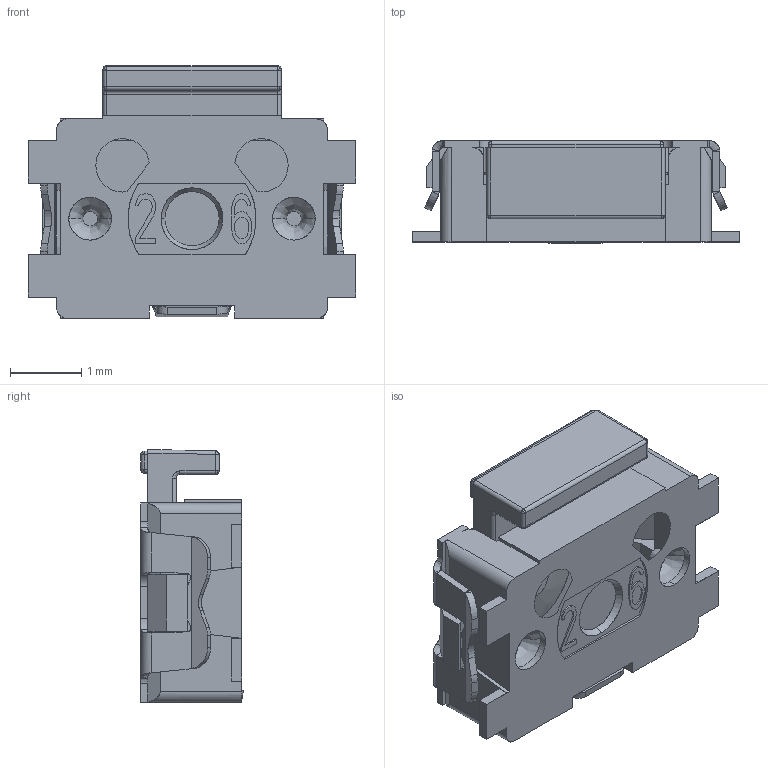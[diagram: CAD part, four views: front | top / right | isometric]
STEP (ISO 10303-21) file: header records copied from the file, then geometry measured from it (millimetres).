
FILE_DESCRIPTION (( 'STEP AP214' ), '1' );
FILE_NAME ('KMS2XXG.STEP', '2016-02-05T17:03:08', ( '' ), ( '' ), 'SwSTEP 2.0', 'SolidWorks 2015', '' );
FILE_SCHEMA (( 'AUTOMOTIVE_DESIGN' ));
Length unit declared in the file: millimetre
Products named in the file (379): User Library-KMS231G_Face045; User Library-KMS231G_Face241; User Library-KMS231G_Face060; User Library-KMS231G_Face086; User Library-KMS231G_Face126; User Library-KMS231G_Face256; User Library-KMS231G_Face024; User Library-KMS231G_Face182; User Library-KMS231G_Face363; User Library-KMS231G_Face336; User Library-KMS231G_Face187; User Library-KMS231G_Face199; User Library-KMS231G_Face266; User Library-KMS231G_Face259; User Library-KMS231G_Face175; User Library-KMS231G_Face075; User Library-KMS231G_Face210; User Library-KMS231G_Face124; User Library-KMS231G_Face305; User Library-KMS231G_Face277; User Library-KMS231G_Face221; User Library-KMS231G_Face326; User Library-KMS231G_Face151; User Library-KMS231G_Face295; User Library-KMS231G_Face235; User Library-KMS231G_Face385; User Library-KMS231G_Face340; User Library-KMS231G_Face212; User Library-KMS231G_Face240; User Library-KMS231G_Face051; User Library-KMS231G_Face380; User Library-KMS231G_Face281; User Library-KMS231G_Face201; User Library-KMS231G_Face058; User Library-KMS231G_Face114; User Library-KMS231G_Face262; User Library-KMS231G_Face104; User Library-KMS231G_Face067; User Library-KMS231G_Face008; User Library-KMS231G_Face179 ...
Assembly tree (378 placements, depth 2):
  KMS2XXG
    User Library-KMS231G_Face
    User Library-KMS231G_Face007
    User Library-KMS231G_Face018
    User Library-KMS231G_Face012
    User Library-KMS231G_Face013
    User Library-KMS231G_Face363
    User Library-KMS231G_Face364
    User Library-KMS231G_Face365
    User Library-KMS231G_Face366
    User Library-KMS231G_Face367
    User Library-KMS231G_Face368
    User Library-KMS231G_Face369
    User Library-KMS231G_Face370
    User Library-KMS231G_Face371
    User Library-KMS231G_Face372
    User Library-KMS231G_Face373
    User Library-KMS231G_Face374
    User Library-KMS231G_Face375
    User Library-KMS231G_Face376
    User Library-KMS231G_Face377
    User Library-KMS231G_Face378
    User Library-KMS231G_Face379
    User Library-KMS231G_Face380
    User Library-KMS231G_Face381
    User Library-KMS231G_Face382
    User Library-KMS231G_Face383
    User Library-KMS231G_Face384
    User Library-KMS231G_Face385
    User Library-KMS231G_Face386
    User Library-KMS231G_Face387
    User Library-KMS231G_Face036
    User Library-KMS231G_Face039
    User Library-KMS231G_Face040
    User Library-KMS231G_Face043
    User Library-KMS231G_Face044
    User Library-KMS231G_Face045
    User Library-KMS231G_Face046
    User Library-KMS231G_Face047
    User Library-KMS231G_Face048
    User Library-KMS231G_Face049
    User Library-KMS231G_Face050
    User Library-KMS231G_Face051
    User Library-KMS231G_Face052
    User Library-KMS231G_Face054
    User Library-KMS231G_Face055
    User Library-KMS231G_Face057
    User Library-KMS231G_Face059
    User Library-KMS231G_Face060
    User Library-KMS231G_Face061
    User Library-KMS231G_Face062
    User Library-KMS231G_Face063
    User Library-KMS231G_Face064
    User Library-KMS231G_Face065
    User Library-KMS231G_Face066
    User Library-KMS231G_Face067
    User Library-KMS231G_Face068
    User Library-KMS231G_Face069
    User Library-KMS231G_Face070
    User Library-KMS231G_Face071
Bounding box: 4.6 x 1.44 x 3.55 mm (x, y, z)
Surface area: 63.8 mm2 (no closed solid volume)
Topology: 0 solids, 378 shells, 393 faces, 2057 edges, 2026 vertices
Faces by surface type: plane 247, cylinder 97, bspline 44, cone 5
Entity records: 39877 total; most frequent: CARTESIAN_POINT 7330, DIRECTION 3485, ORIENTED_EDGE 2056, EDGE_CURVE 2041, VERTEX_POINT 2026, VECTOR 1545, LINE 1545, UNCERTAINTY_MEASURE_WITH_UNIT 1150
